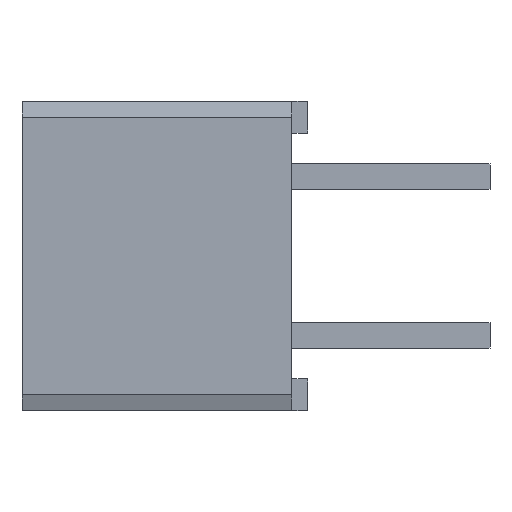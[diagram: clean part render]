
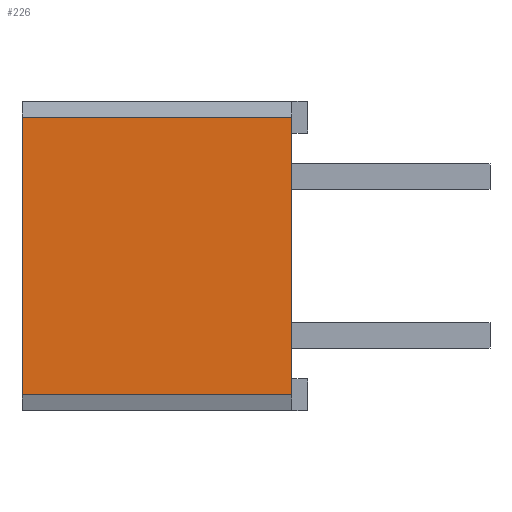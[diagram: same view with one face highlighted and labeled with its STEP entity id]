
A CAD part, left-side view. The second image highlights one B-rep face of the part: STEP entity #226.
In plain terms, the highlighted planar face has unit normal (-1, 0, 0).
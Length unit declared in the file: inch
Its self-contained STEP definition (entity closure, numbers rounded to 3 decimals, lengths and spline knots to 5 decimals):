
#226 = ADVANCED_FACE( '', ( #393 ), #394, .F. );
#393 = FACE_OUTER_BOUND( '', #614, .T. );
#394 = PLANE( '', #615 );
#614 = EDGE_LOOP( '', ( #1179, #1180, #1181, #1182 ) );
#615 = AXIS2_PLACEMENT_3D( '', #1183, #1184, #1185 );
#1179 = ORIENTED_EDGE( '', *, *, #1685, .T. );
#1180 = ORIENTED_EDGE( '', *, *, #1667, .T. );
#1181 = ORIENTED_EDGE( '', *, *, #1604, .T. );
#1182 = ORIENTED_EDGE( '', *, *, #1656, .F. );
#1183 = CARTESIAN_POINT( '', ( -0.1, 0.18, -0.0975 ) );
#1184 = DIRECTION( '', ( 1., 0., 0. ) );
#1185 = DIRECTION( '', ( 0., 0., -1. ) );
#1604 = EDGE_CURVE( '', #1914, #1915, #1916, .T. );
#1656 = EDGE_CURVE( '', #2000, #1915, #2002, .T. );
#1667 = EDGE_CURVE( '', #2016, #1914, #2017, .T. );
#1685 = EDGE_CURVE( '', #2000, #2016, #2037, .T. );
#1914 = VERTEX_POINT( '', #2402 );
#1915 = VERTEX_POINT( '', #2403 );
#1916 = LINE( '', #2404, #2405 );
#2000 = VERTEX_POINT( '', #2539 );
#2002 = LINE( '', #2542, #2543 );
#2016 = VERTEX_POINT( '', #2567 );
#2017 = LINE( '', #2568, #2569 );
#2037 = LINE( '', #2606, #2607 );
#2402 = CARTESIAN_POINT( '', ( -0.1, 0.01, 0.0875 ) );
#2403 = CARTESIAN_POINT( '', ( -0.1, 0.18, 0.0875 ) );
#2404 = CARTESIAN_POINT( '', ( -0.1, 0.18, 0.0875 ) );
#2405 = VECTOR( '', #2964, 39.37008 );
#2539 = CARTESIAN_POINT( '', ( -0.1, 0.18, -0.0875 ) );
#2542 = CARTESIAN_POINT( '', ( -0.1, 0.18, -0.0975 ) );
#2543 = VECTOR( '', #3016, 39.37008 );
#2567 = CARTESIAN_POINT( '', ( -0.1, 0.01, -0.0875 ) );
#2568 = CARTESIAN_POINT( '', ( -0.1, 0.01, -0.0775 ) );
#2569 = VECTOR( '', #3027, 39.37008 );
#2606 = CARTESIAN_POINT( '', ( -0.1, 0.18, -0.0875 ) );
#2607 = VECTOR( '', #3045, 39.37008 );
#2964 = DIRECTION( '', ( 0., 1., 0. ) );
#3016 = DIRECTION( '', ( 0., 0., 1. ) );
#3027 = DIRECTION( '', ( 0., 0., 1. ) );
#3045 = DIRECTION( '', ( 0., -1., 0. ) );
